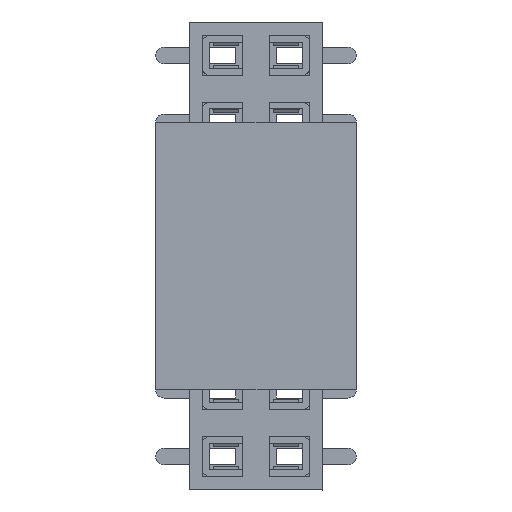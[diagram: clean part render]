
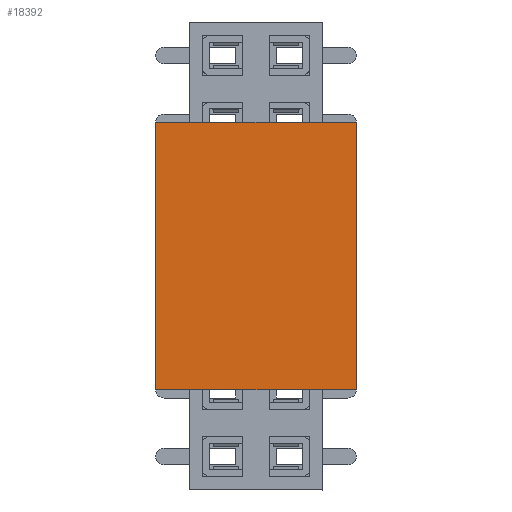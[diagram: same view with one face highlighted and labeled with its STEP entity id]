
A CAD part, top view. The second image highlights one B-rep face of the part: STEP entity #18392.
In plain terms, the highlighted planar face has unit normal (0, 0, 1).
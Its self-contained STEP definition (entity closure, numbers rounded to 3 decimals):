
#1522=ORIENTED_EDGE('',*,*,#7143,.T.);
#1523=ORIENTED_EDGE('',*,*,#7178,.F.);
#1524=ORIENTED_EDGE('',*,*,#7145,.F.);
#1525=ORIENTED_EDGE('',*,*,#7179,.T.);
#7143=EDGE_CURVE('',#9979,#9995,#11799,.T.);
#7145=EDGE_CURVE('',#9997,#9998,#11801,.T.);
#7178=EDGE_CURVE('',#9998,#9995,#11830,.T.);
#7179=EDGE_CURVE('',#9997,#9979,#11831,.T.);
#9979=VERTEX_POINT('',#26659);
#9995=VERTEX_POINT('',#26691);
#9997=VERTEX_POINT('',#26696);
#9998=VERTEX_POINT('',#26698);
#11799=LINE('',#26692,#13719);
#11801=LINE('',#26697,#13721);
#11830=LINE('',#26762,#13750);
#11831=LINE('',#26764,#13751);
#13719=VECTOR('',#21328,1000.);
#13721=VECTOR('',#21332,1000.);
#13750=VECTOR('',#21401,1000.);
#13751=VECTOR('',#21404,1000.);
#15644=EDGE_LOOP('',(#1522,#1523,#1524,#1525));
#16720=FACE_BOUND('',#15644,.T.);
#17792=PLANE('',#19614);
#18392=ADVANCED_FACE('',(#16720),#17792,.F.);
#19614=AXIS2_PLACEMENT_3D('',#26763,#21402,#21403);
#21328=DIRECTION('',(0.,-1.,0.));
#21332=DIRECTION('',(0.,-1.,0.));
#21401=DIRECTION('',(-1.,0.,0.));
#21402=DIRECTION('',(0.,0.,-1.));
#21403=DIRECTION('',(0.,-1.,0.));
#21404=DIRECTION('',(-1.,0.,0.));
#26659=CARTESIAN_POINT('',(-4.,3.,1.85));
#26691=CARTESIAN_POINT('',(-4.,-3.,1.85));
#26692=CARTESIAN_POINT('',(-4.,3.,1.85));
#26696=CARTESIAN_POINT('',(4.,3.,1.85));
#26697=CARTESIAN_POINT('',(4.,3.,1.85));
#26698=CARTESIAN_POINT('',(4.,-3.,1.85));
#26762=CARTESIAN_POINT('',(4.,-3.,1.85));
#26763=CARTESIAN_POINT('',(4.,3.,1.85));
#26764=CARTESIAN_POINT('',(4.,3.,1.85));
